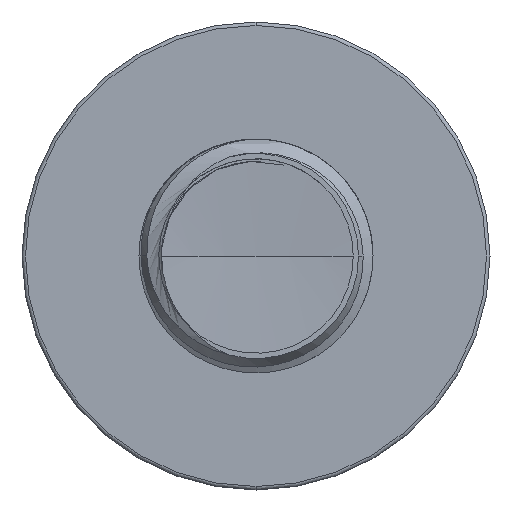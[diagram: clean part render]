
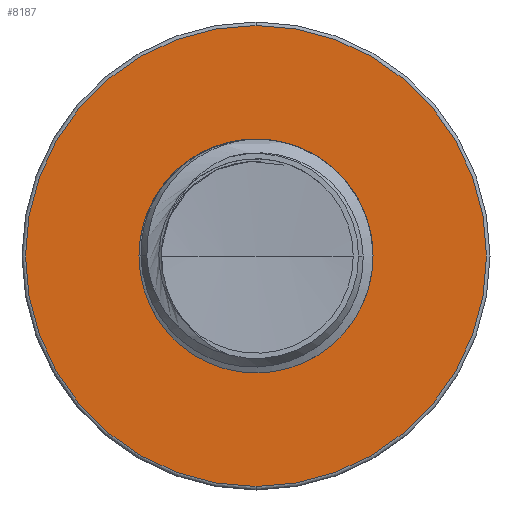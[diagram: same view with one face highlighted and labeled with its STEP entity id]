
A CAD part, front view. The second image highlights one B-rep face of the part: STEP entity #8187.
In plain terms, the highlighted planar face has unit normal (0, -1, 0).
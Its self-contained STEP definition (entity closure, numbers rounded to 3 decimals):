
#250 = VERTEX_POINT ( 'NONE', #10051 ) ;
#2277 = DIRECTION ( 'NONE',  ( 0., -1., 0. ) ) ;
#2557 = CARTESIAN_POINT ( 'NONE',  ( 0., 35., 3.99 ) ) ;
#2991 = EDGE_CURVE ( 'NONE', #21241, #5977, #29438, .T. ) ;
#3248 = DIRECTION ( 'NONE',  ( 0., -1., 0. ) ) ;
#4282 = VERTEX_POINT ( 'NONE', #23432 ) ;
#5317 = CARTESIAN_POINT ( 'NONE',  ( 0., 35., -3.99 ) ) ;
#5654 = AXIS2_PLACEMENT_3D ( 'NONE', #21200, #3248, #24218 ) ;
#5977 = VERTEX_POINT ( 'NONE', #2557 ) ;
#6726 = CARTESIAN_POINT ( 'NONE',  ( 0., 35., 0. ) ) ;
#8187 = ADVANCED_FACE ( 'NONE', ( #28489, #20520 ), #35944, .T. ) ;
#8278 = CIRCLE ( 'NONE', #31796, 7.88 ) ;
#9721 = DIRECTION ( 'NONE',  ( 0., 0., -1. ) ) ;
#10051 = CARTESIAN_POINT ( 'NONE',  ( 0., 35., -7.88 ) ) ;
#11382 = EDGE_CURVE ( 'NONE', #4282, #250, #8278, .T. ) ;
#12721 = AXIS2_PLACEMENT_3D ( 'NONE', #13379, #34393, #16393 ) ;
#13379 = CARTESIAN_POINT ( 'NONE',  ( 0., 35., 0. ) ) ;
#14679 = EDGE_CURVE ( 'NONE', #250, #4282, #32197, .T. ) ;
#14930 = EDGE_CURVE ( 'NONE', #5977, #21241, #15306, .T. ) ;
#15306 = CIRCLE ( 'NONE', #12721, 3.99 ) ;
#16393 = DIRECTION ( 'NONE',  ( 0., 0., -1. ) ) ;
#20234 = CARTESIAN_POINT ( 'NONE',  ( 0., 35., 0. ) ) ;
#20520 = FACE_BOUND ( 'NONE', #23058, .T. ) ;
#20954 = DIRECTION ( 'NONE',  ( 0., 0., -1. ) ) ;
#21200 = CARTESIAN_POINT ( 'NONE',  ( 0., 35., 0. ) ) ;
#21241 = VERTEX_POINT ( 'NONE', #5317 ) ;
#23058 = EDGE_LOOP ( 'NONE', ( #29496, #38447 ) ) ;
#23257 = DIRECTION ( 'NONE',  ( 0., 0., -1. ) ) ;
#23432 = CARTESIAN_POINT ( 'NONE',  ( 0., 35., 7.88 ) ) ;
#24218 = DIRECTION ( 'NONE',  ( 0., 0., -1. ) ) ;
#27698 = DIRECTION ( 'NONE',  ( 0., -1., 0. ) ) ;
#28364 = EDGE_LOOP ( 'NONE', ( #31865, #28580 ) ) ;
#28489 = FACE_OUTER_BOUND ( 'NONE', #28364, .T. ) ;
#28580 = ORIENTED_EDGE ( 'NONE', *, *, #11382, .T. ) ;
#29438 = CIRCLE ( 'NONE', #5654, 3.99 ) ;
#29496 = ORIENTED_EDGE ( 'NONE', *, *, #2991, .F. ) ;
#31796 = AXIS2_PLACEMENT_3D ( 'NONE', #20234, #2277, #23257 ) ;
#31865 = ORIENTED_EDGE ( 'NONE', *, *, #14679, .T. ) ;
#32197 = CIRCLE ( 'NONE', #35618, 7.88 ) ;
#34069 = AXIS2_PLACEMENT_3D ( 'NONE', #38171, #38972, #20954 ) ;
#34393 = DIRECTION ( 'NONE',  ( 0., -1., 0. ) ) ;
#35618 = AXIS2_PLACEMENT_3D ( 'NONE', #6726, #27698, #9721 ) ;
#35944 = PLANE ( 'NONE',  #34069 ) ;
#38171 = CARTESIAN_POINT ( 'NONE',  ( 0., 35., 3.99 ) ) ;
#38447 = ORIENTED_EDGE ( 'NONE', *, *, #14930, .F. ) ;
#38972 = DIRECTION ( 'NONE',  ( 0., -1., 0. ) ) ;
